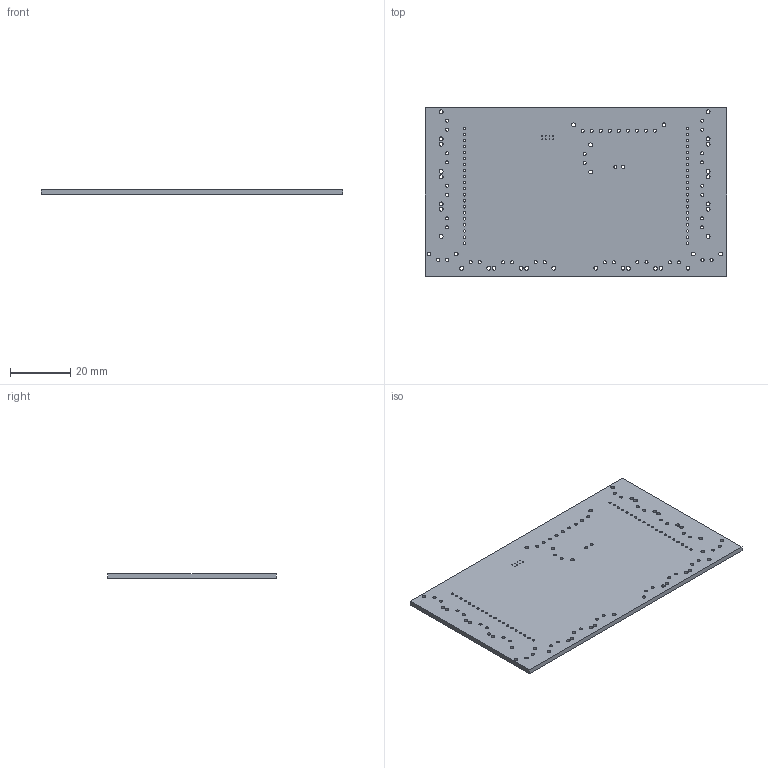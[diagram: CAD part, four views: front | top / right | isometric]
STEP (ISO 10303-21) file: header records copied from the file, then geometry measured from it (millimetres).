
FILE_DESCRIPTION(('KiCad electronic assembly'),'2;1');
FILE_NAME('SteeringHardware.step','2022-01-17T18:36:44',('Pcbnew'),( 'Kicad'),'Open CASCADE STEP processor 7.5','KiCad to STEP converter' ,'Unknown');
FILE_SCHEMA(('AUTOMOTIVE_DESIGN { 1 0 10303 214 1 1 1 1 }'));
Length unit declared in the file: millimetre
Products named in the file (2): SteeringHardware 1; SteeringHardware PCB
Assembly tree (1 placements, depth 2):
  SteeringHardware 1
    SteeringHardware PCB
Bounding box: 100 x 55.9 x 1.6 mm (x, y, z)
Volume: 8782.2 mm3; surface area: 12102.2 mm2
Topology: 1 solids, 1 shells, 135 faces, 399 edges, 266 vertices
Faces by surface type: cylinder 129, plane 6
Full cylindrical faces by diameter (mm): 0.3 x8, 0.762 x40, 1 x2, 1.02 x43, 1.27 x36
Entity records: 10421 total; most frequent: DIRECTION 1729, CARTESIAN_POINT 1600, ORIENTED_EDGE 798, PCURVE 798, DEFINITIONAL_REPRESENTATION 798, LINE 681, VECTOR 681, CIRCLE 516
